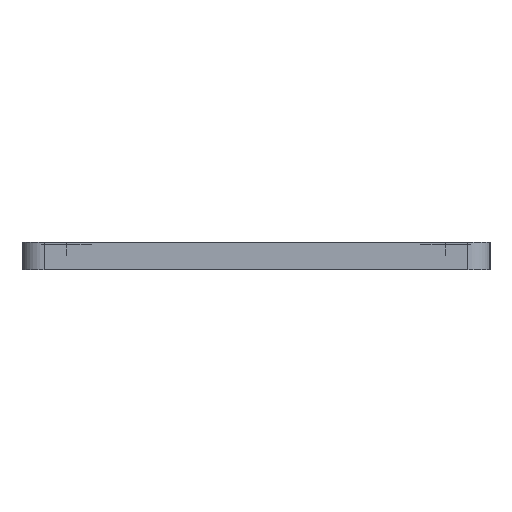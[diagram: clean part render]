
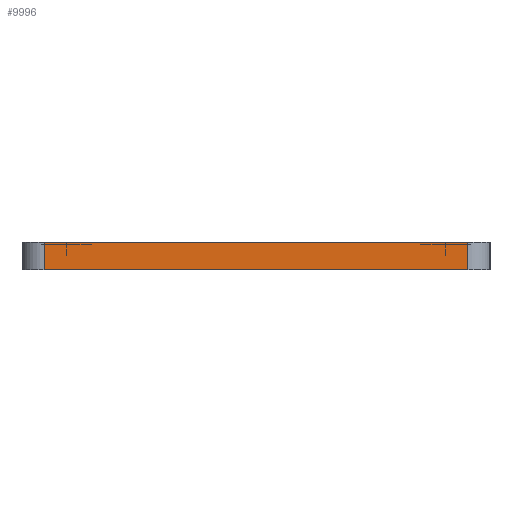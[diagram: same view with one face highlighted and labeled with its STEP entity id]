
A CAD part, left-side view. The second image highlights one B-rep face of the part: STEP entity #9996.
In plain terms, the highlighted planar face has unit normal (-1, 0, 0).
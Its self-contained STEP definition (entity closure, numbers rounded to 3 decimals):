
#73 = PLANE('',#74);
#74 = AXIS2_PLACEMENT_3D('',#75,#76,#77);
#75 = CARTESIAN_POINT('',(218.5,21.,-2.5));
#76 = DIRECTION('',(0.,0.,1.));
#77 = DIRECTION('',(1.,0.,-0.));
#132 = PLANE('',#133);
#133 = AXIS2_PLACEMENT_3D('',#134,#135,#136);
#134 = CARTESIAN_POINT('',(218.5,21.,0.));
#135 = DIRECTION('',(0.,0.,1.));
#136 = DIRECTION('',(1.,0.,-0.));
#169 = CYLINDRICAL_SURFACE('',#170,2.);
#170 = AXIS2_PLACEMENT_3D('',#171,#172,#173);
#171 = CARTESIAN_POINT('',(2.,40.,0.));
#172 = DIRECTION('',(-0.,0.,1.));
#173 = DIRECTION('',(1.,0.,-0.));
#306 = VERTEX_POINT('',#307);
#307 = CARTESIAN_POINT('',(0.,40.,0.));
#333 = EDGE_CURVE('',#334,#306,#336,.T.);
#334 = VERTEX_POINT('',#335);
#335 = CARTESIAN_POINT('',(0.,2.,0.));
#336 = SURFACE_CURVE('',#337,(#341,#348),.PCURVE_S1.);
#337 = LINE('',#338,#339);
#338 = CARTESIAN_POINT('',(0.,2.,0.));
#339 = VECTOR('',#340,1.);
#340 = DIRECTION('',(0.,1.,0.));
#341 = PCURVE('',#132,#342);
#342 = DEFINITIONAL_REPRESENTATION('',(#343),#347);
#343 = LINE('',#344,#345);
#344 = CARTESIAN_POINT('',(-218.5,-19.));
#345 = VECTOR('',#346,1.);
#346 = DIRECTION('',(0.,1.));
#347 = ( GEOMETRIC_REPRESENTATION_CONTEXT(2) 
PARAMETRIC_REPRESENTATION_CONTEXT() REPRESENTATION_CONTEXT('2D SPACE',''
  ) );
#348 = PCURVE('',#349,#354);
#349 = PLANE('',#350);
#350 = AXIS2_PLACEMENT_3D('',#351,#352,#353);
#351 = CARTESIAN_POINT('',(0.,2.,0.));
#352 = DIRECTION('',(1.,-0.,0.));
#353 = DIRECTION('',(0.,1.,0.));
#354 = DEFINITIONAL_REPRESENTATION('',(#355),#359);
#355 = LINE('',#356,#357);
#356 = CARTESIAN_POINT('',(0.,0.));
#357 = VECTOR('',#358,1.);
#358 = DIRECTION('',(1.,0.));
#359 = ( GEOMETRIC_REPRESENTATION_CONTEXT(2) 
PARAMETRIC_REPRESENTATION_CONTEXT() REPRESENTATION_CONTEXT('2D SPACE',''
  ) );
#382 = CYLINDRICAL_SURFACE('',#383,2.);
#383 = AXIS2_PLACEMENT_3D('',#384,#385,#386);
#384 = CARTESIAN_POINT('',(2.,2.,0.));
#385 = DIRECTION('',(-0.,0.,1.));
#386 = DIRECTION('',(1.,0.,-0.));
#5395 = VERTEX_POINT('',#5396);
#5396 = CARTESIAN_POINT('',(0.,40.,-2.5));
#5422 = EDGE_CURVE('',#5423,#5395,#5425,.T.);
#5423 = VERTEX_POINT('',#5424);
#5424 = CARTESIAN_POINT('',(0.,2.,-2.5));
#5425 = SURFACE_CURVE('',#5426,(#5430,#5437),.PCURVE_S1.);
#5426 = LINE('',#5427,#5428);
#5427 = CARTESIAN_POINT('',(0.,2.,-2.5));
#5428 = VECTOR('',#5429,1.);
#5429 = DIRECTION('',(0.,1.,0.));
#5430 = PCURVE('',#73,#5431);
#5431 = DEFINITIONAL_REPRESENTATION('',(#5432),#5436);
#5432 = LINE('',#5433,#5434);
#5433 = CARTESIAN_POINT('',(-218.5,-19.));
#5434 = VECTOR('',#5435,1.);
#5435 = DIRECTION('',(0.,1.));
#5436 = ( GEOMETRIC_REPRESENTATION_CONTEXT(2) 
PARAMETRIC_REPRESENTATION_CONTEXT() REPRESENTATION_CONTEXT('2D SPACE',''
  ) );
#5437 = PCURVE('',#349,#5438);
#5438 = DEFINITIONAL_REPRESENTATION('',(#5439),#5443);
#5439 = LINE('',#5440,#5441);
#5440 = CARTESIAN_POINT('',(0.,-2.5));
#5441 = VECTOR('',#5442,1.);
#5442 = DIRECTION('',(1.,0.));
#5443 = ( GEOMETRIC_REPRESENTATION_CONTEXT(2) 
PARAMETRIC_REPRESENTATION_CONTEXT() REPRESENTATION_CONTEXT('2D SPACE',''
  ) );
#9946 = EDGE_CURVE('',#306,#5395,#9947,.T.);
#9947 = SURFACE_CURVE('',#9948,(#9952,#9959),.PCURVE_S1.);
#9948 = LINE('',#9949,#9950);
#9949 = CARTESIAN_POINT('',(0.,40.,0.));
#9950 = VECTOR('',#9951,1.);
#9951 = DIRECTION('',(0.,0.,-1.));
#9952 = PCURVE('',#169,#9953);
#9953 = DEFINITIONAL_REPRESENTATION('',(#9954),#9958);
#9954 = LINE('',#9955,#9956);
#9955 = CARTESIAN_POINT('',(-3.142,0.));
#9956 = VECTOR('',#9957,1.);
#9957 = DIRECTION('',(-0.,-1.));
#9958 = ( GEOMETRIC_REPRESENTATION_CONTEXT(2) 
PARAMETRIC_REPRESENTATION_CONTEXT() REPRESENTATION_CONTEXT('2D SPACE',''
  ) );
#9959 = PCURVE('',#349,#9960);
#9960 = DEFINITIONAL_REPRESENTATION('',(#9961),#9965);
#9961 = LINE('',#9962,#9963);
#9962 = CARTESIAN_POINT('',(38.,0.));
#9963 = VECTOR('',#9964,1.);
#9964 = DIRECTION('',(0.,-1.));
#9965 = ( GEOMETRIC_REPRESENTATION_CONTEXT(2) 
PARAMETRIC_REPRESENTATION_CONTEXT() REPRESENTATION_CONTEXT('2D SPACE',''
  ) );
#9996 = ADVANCED_FACE('',(#9997),#349,.F.);
#9997 = FACE_BOUND('',#9998,.F.);
#9998 = EDGE_LOOP('',(#9999,#10020,#10021,#10022));
#9999 = ORIENTED_EDGE('',*,*,#10000,.T.);
#10000 = EDGE_CURVE('',#334,#5423,#10001,.T.);
#10001 = SURFACE_CURVE('',#10002,(#10006,#10013),.PCURVE_S1.);
#10002 = LINE('',#10003,#10004);
#10003 = CARTESIAN_POINT('',(0.,2.,0.));
#10004 = VECTOR('',#10005,1.);
#10005 = DIRECTION('',(0.,0.,-1.));
#10006 = PCURVE('',#349,#10007);
#10007 = DEFINITIONAL_REPRESENTATION('',(#10008),#10012);
#10008 = LINE('',#10009,#10010);
#10009 = CARTESIAN_POINT('',(0.,0.));
#10010 = VECTOR('',#10011,1.);
#10011 = DIRECTION('',(0.,-1.));
#10012 = ( GEOMETRIC_REPRESENTATION_CONTEXT(2) 
PARAMETRIC_REPRESENTATION_CONTEXT() REPRESENTATION_CONTEXT('2D SPACE',''
  ) );
#10013 = PCURVE('',#382,#10014);
#10014 = DEFINITIONAL_REPRESENTATION('',(#10015),#10019);
#10015 = LINE('',#10016,#10017);
#10016 = CARTESIAN_POINT('',(-3.142,0.));
#10017 = VECTOR('',#10018,1.);
#10018 = DIRECTION('',(-0.,-1.));
#10019 = ( GEOMETRIC_REPRESENTATION_CONTEXT(2) 
PARAMETRIC_REPRESENTATION_CONTEXT() REPRESENTATION_CONTEXT('2D SPACE',''
  ) );
#10020 = ORIENTED_EDGE('',*,*,#5422,.T.);
#10021 = ORIENTED_EDGE('',*,*,#9946,.F.);
#10022 = ORIENTED_EDGE('',*,*,#333,.F.);
